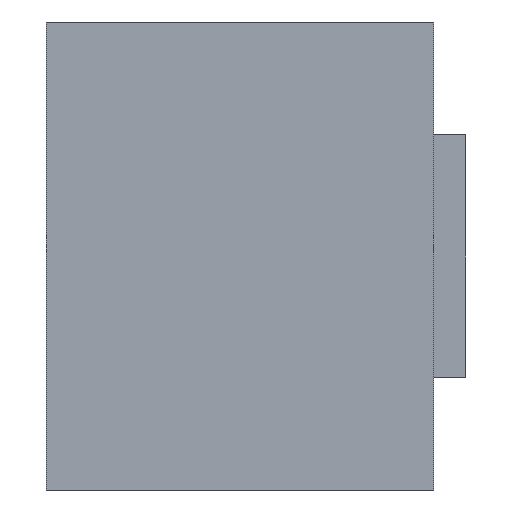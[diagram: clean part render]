
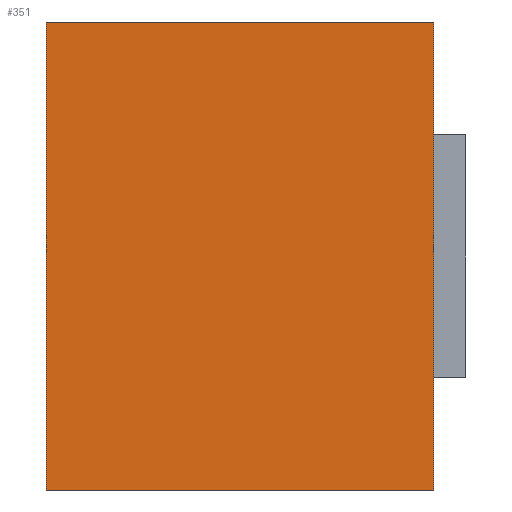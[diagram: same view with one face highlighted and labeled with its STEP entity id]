
A CAD part, left-side view. The second image highlights one B-rep face of the part: STEP entity #351.
In plain terms, the highlighted planar face has unit normal (-1, 0, 0).
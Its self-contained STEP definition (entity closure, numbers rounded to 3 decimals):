
#8 = DIRECTION ( 'NONE',  ( 0., 0., 1. ) ) ;
#56 = CARTESIAN_POINT ( 'NONE',  ( -4.25, 0.2, 1.45 ) ) ;
#62 = CARTESIAN_POINT ( 'NONE',  ( -4.25, 0.2, -1.45 ) ) ;
#71 = CARTESIAN_POINT ( 'NONE',  ( -4.25, 2.6, -1.45 ) ) ;
#72 = CARTESIAN_POINT ( 'NONE',  ( -4.25, 2.6, 1.45 ) ) ;
#88 = ORIENTED_EDGE ( 'NONE', *, *, #347, .F. ) ;
#172 = LINE ( 'NONE', #173, #446 ) ;
#173 = CARTESIAN_POINT ( 'NONE',  ( -4.25, 0.2, -1.45 ) ) ;
#196 = AXIS2_PLACEMENT_3D ( 'NONE', #296, #297, #298 ) ;
#200 = FACE_OUTER_BOUND ( 'NONE', #321, .T. ) ;
#203 = VECTOR ( 'NONE', #289, 1000. ) ;
#208 = VECTOR ( 'NONE', #286, 1000. ) ;
#227 = ORIENTED_EDGE ( 'NONE', *, *, #353, .T. ) ;
#238 = ORIENTED_EDGE ( 'NONE', *, *, #348, .F. ) ;
#274 = PLANE ( 'NONE',  #196 ) ;
#284 = LINE ( 'NONE', #285, #208 ) ;
#285 = CARTESIAN_POINT ( 'NONE',  ( -4.25, 2.6, 1.45 ) ) ;
#286 = DIRECTION ( 'NONE',  ( 0., -1., 0. ) ) ;
#287 = LINE ( 'NONE', #288, #203 ) ;
#288 = CARTESIAN_POINT ( 'NONE',  ( -4.25, 2.6, -1.45 ) ) ;
#289 = DIRECTION ( 'NONE',  ( 0., 0., 1. ) ) ;
#296 = CARTESIAN_POINT ( 'NONE',  ( -4.25, 2.6, -1.45 ) ) ;
#297 = DIRECTION ( 'NONE',  ( 1., 0., 0. ) ) ;
#298 = DIRECTION ( 'NONE',  ( 0., 0., -1. ) ) ;
#303 = LINE ( 'NONE', #304, #426 ) ;
#304 = CARTESIAN_POINT ( 'NONE',  ( -4.25, 2.6, -1.45 ) ) ;
#305 = DIRECTION ( 'NONE',  ( 0., -1., 0. ) ) ;
#321 = EDGE_LOOP ( 'NONE', ( #406, #88, #238, #227 ) ) ;
#347 = EDGE_CURVE ( 'NONE', #460, #401, #284, .T. ) ;
#348 = EDGE_CURVE ( 'NONE', #459, #460, #287, .T. ) ;
#351 = ADVANCED_FACE ( 'NONE', ( #200 ), #274, .F. ) ;
#353 = EDGE_CURVE ( 'NONE', #459, #411, #303, .T. ) ;
#383 = EDGE_CURVE ( 'NONE', #411, #401, #172, .T. ) ;
#401 = VERTEX_POINT ( 'NONE', #56 ) ;
#406 = ORIENTED_EDGE ( 'NONE', *, *, #383, .T. ) ;
#411 = VERTEX_POINT ( 'NONE', #62 ) ;
#426 = VECTOR ( 'NONE', #305, 1000. ) ;
#446 = VECTOR ( 'NONE', #8, 1000. ) ;
#459 = VERTEX_POINT ( 'NONE', #71 ) ;
#460 = VERTEX_POINT ( 'NONE', #72 ) ;
